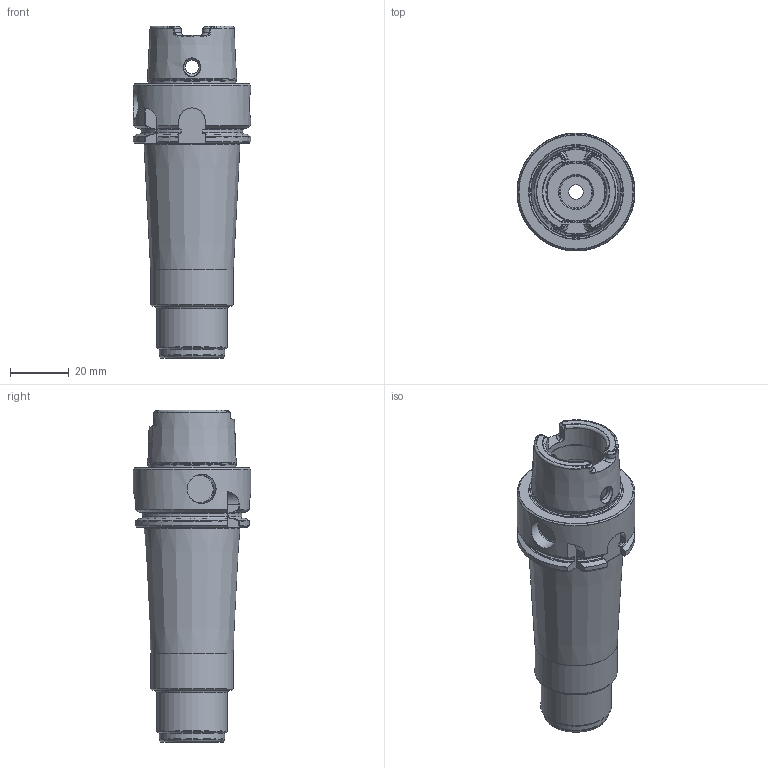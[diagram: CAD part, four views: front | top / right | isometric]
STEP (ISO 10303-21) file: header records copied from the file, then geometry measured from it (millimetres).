
FILE_DESCRIPTION(/* description */ (''),/* implementation_level */ '2;1');
FILE_NAME(/* name */ '554011650.stp',/* time_stamp */ '2021-06-01T08:14:54',/* author */ ('LRA'),/* organization */ ('REGO-FIX'),/* preprocessor_version */ ' Unknown',/* originating_system */ 'SIEMENS PLM Software Solid Edge ST10',/* authorization */ 'Unknown');
FILE_SCHEMA (('AUTOMOTIVE_DESIGN { 1 0 10303 214 2 1 1}'));
Length unit declared in the file: millimetre
Products named in the file (1): NOCUT
Bounding box: 40.3 x 40.3 x 113.5 mm (x, y, z)
Volume: 128658 mm3; surface area: 36586.1 mm2
Topology: 2 solids, 2 shells, 268 faces, 711 edges, 453 vertices
Faces by surface type: plane 88, cylinder 71, cone 59, torus 50
Full cylindrical faces by diameter (mm): 4.6 x4, 5 x2, 10 x4, 10.5 x2, 10.917 x2, 13 x2, 20.7 x2, 21 x2, 22 x1, 22.3 x1, 24 x2, 24.3 x1, 25.5 x2, 28 x1, 28.3 x1, 29.8 x1, 30.11 x1, 40 x1, 40.3 x1
Entity records: 9943 total; most frequent: CARTESIAN_POINT 2155, DIRECTION 1178, ORIENTED_EDGE 1166, EDGE_CURVE 583, AXIS2_PLACEMENT_3D 500, VERTEX_POINT 415, EDGE_LOOP 374, FACE_BOUND 374
